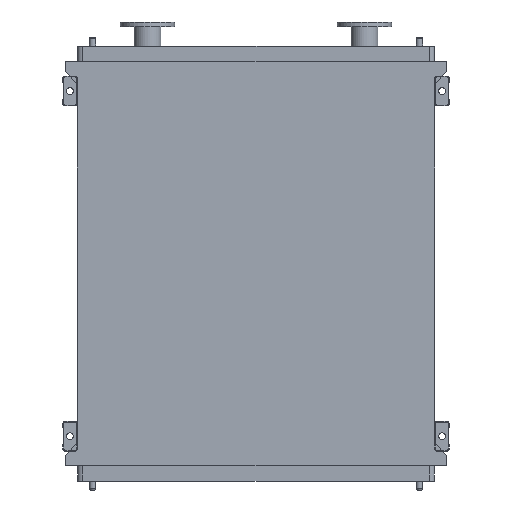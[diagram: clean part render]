
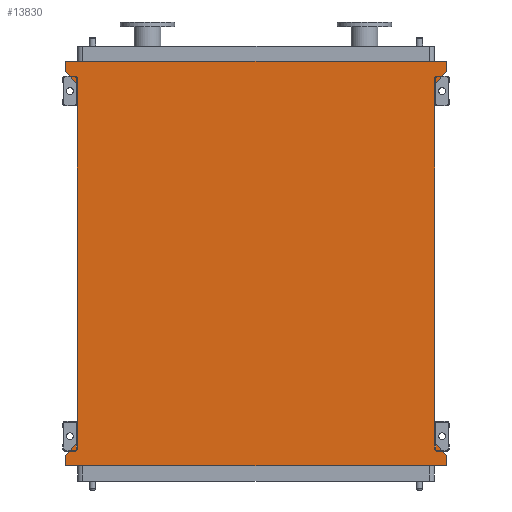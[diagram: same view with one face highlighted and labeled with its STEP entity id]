
A CAD part, front view. The second image highlights one B-rep face of the part: STEP entity #13830.
In plain terms, the highlighted planar face has unit normal (0, -1, 0).
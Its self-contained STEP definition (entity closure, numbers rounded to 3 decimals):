
#335 = VERTEX_POINT ( 'NONE', #5052 ) ;
#566 = EDGE_CURVE ( 'NONE', #598, #7840, #3063, .T. ) ;
#573 = CARTESIAN_POINT ( 'NONE',  ( -771., 0., 53. ) ) ;
#598 = VERTEX_POINT ( 'NONE', #16854 ) ;
#823 = DIRECTION ( 'NONE',  ( 0., 0., -1. ) ) ;
#1121 = ORIENTED_EDGE ( 'NONE', *, *, #10183, .F. ) ;
#1200 = CARTESIAN_POINT ( 'NONE',  ( -725., 0., 0. ) ) ;
#1266 = DIRECTION ( 'NONE',  ( 0., 0., -1. ) ) ;
#2086 = LINE ( 'NONE', #9347, #9157 ) ;
#2158 = VECTOR ( 'NONE', #10488, 1000. ) ;
#2273 = EDGE_CURVE ( 'NONE', #335, #3100, #9600, .T. ) ;
#2669 = DIRECTION ( 'NONE',  ( 0., 0., 1. ) ) ;
#2779 = VERTEX_POINT ( 'NONE', #10030 ) ;
#2971 = DIRECTION ( 'NONE',  ( 0.655, 0., -0.755 ) ) ;
#3035 = CARTESIAN_POINT ( 'NONE',  ( -771., 0., -1503. ) ) ;
#3063 = LINE ( 'NONE', #8422, #7278 ) ;
#3074 = CARTESIAN_POINT ( 'NONE',  ( 771., 0., -1503. ) ) ;
#3100 = VERTEX_POINT ( 'NONE', #11750 ) ;
#3154 = VECTOR ( 'NONE', #2971, 1000. ) ;
#4244 = LINE ( 'NONE', #4433, #14548 ) ;
#4253 = ORIENTED_EDGE ( 'NONE', *, *, #566, .F. ) ;
#4433 = CARTESIAN_POINT ( 'NONE',  ( 771., 0., -1545. ) ) ;
#4555 = EDGE_CURVE ( 'NONE', #335, #10575, #13909, .T. ) ;
#4936 = CARTESIAN_POINT ( 'NONE',  ( -771., 0., -1503. ) ) ;
#5052 = CARTESIAN_POINT ( 'NONE',  ( 725., 0., -1450. ) ) ;
#5076 = ORIENTED_EDGE ( 'NONE', *, *, #15825, .F. ) ;
#5500 = VECTOR ( 'NONE', #2669, 1000. ) ;
#5697 = ORIENTED_EDGE ( 'NONE', *, *, #9248, .F. ) ;
#5850 = DIRECTION ( 'NONE',  ( -1., 0., 0. ) ) ;
#5863 = ORIENTED_EDGE ( 'NONE', *, *, #7403, .F. ) ;
#6441 = EDGE_CURVE ( 'NONE', #10575, #8113, #7149, .T. ) ;
#6456 = VERTEX_POINT ( 'NONE', #3035 ) ;
#7149 = LINE ( 'NONE', #17016, #17428 ) ;
#7278 = VECTOR ( 'NONE', #14043, 1000. ) ;
#7403 = EDGE_CURVE ( 'NONE', #8113, #10489, #4244, .T. ) ;
#7840 = VERTEX_POINT ( 'NONE', #1200 ) ;
#7882 = VECTOR ( 'NONE', #823, 1000. ) ;
#7933 = CARTESIAN_POINT ( 'NONE',  ( 771., 0., 95. ) ) ;
#8113 = VERTEX_POINT ( 'NONE', #13955 ) ;
#8346 = PLANE ( 'NONE',  #8528 ) ;
#8422 = CARTESIAN_POINT ( 'NONE',  ( -725., 0., -1450. ) ) ;
#8462 = EDGE_CURVE ( 'NONE', #18278, #10487, #10343, .T. ) ;
#8528 = AXIS2_PLACEMENT_3D ( 'NONE', #13900, #9728, #1266 ) ;
#8534 = ORIENTED_EDGE ( 'NONE', *, *, #12039, .F. ) ;
#9078 = VERTEX_POINT ( 'NONE', #14849 ) ;
#9157 = VECTOR ( 'NONE', #14988, 1000. ) ;
#9226 = FACE_OUTER_BOUND ( 'NONE', #11117, .T. ) ;
#9248 = EDGE_CURVE ( 'NONE', #10489, #6456, #12938, .T. ) ;
#9347 = CARTESIAN_POINT ( 'NONE',  ( 771., 0., 53. ) ) ;
#9600 = LINE ( 'NONE', #15819, #13317 ) ;
#9623 = LINE ( 'NONE', #4936, #13337 ) ;
#9658 = LINE ( 'NONE', #573, #2158 ) ;
#9728 = DIRECTION ( 'NONE',  ( 0., -1., 0. ) ) ;
#10030 = CARTESIAN_POINT ( 'NONE',  ( 771., 0., 53. ) ) ;
#10167 = DIRECTION ( 'NONE',  ( -0.655, 0., 0.755 ) ) ;
#10183 = EDGE_CURVE ( 'NONE', #6456, #598, #9623, .T. ) ;
#10343 = LINE ( 'NONE', #16200, #16915 ) ;
#10487 = VERTEX_POINT ( 'NONE', #15525 ) ;
#10488 = DIRECTION ( 'NONE',  ( 0., 0., 1. ) ) ;
#10489 = VERTEX_POINT ( 'NONE', #11331 ) ;
#10575 = VERTEX_POINT ( 'NONE', #3074 ) ;
#10621 = DIRECTION ( 'NONE',  ( 1., 0., 0. ) ) ;
#11117 = EDGE_LOOP ( 'NONE', ( #16206, #5076, #18097, #17125, #17417, #8534, #4253, #1121, #5697, #5863, #14985, #12435 ) ) ;
#11285 = LINE ( 'NONE', #15744, #15048 ) ;
#11331 = CARTESIAN_POINT ( 'NONE',  ( -771., 0., -1545. ) ) ;
#11369 = CARTESIAN_POINT ( 'NONE',  ( 725., 0., -1450. ) ) ;
#11432 = DIRECTION ( 'NONE',  ( 0., 0., -1. ) ) ;
#11580 = LINE ( 'NONE', #7933, #7882 ) ;
#11750 = CARTESIAN_POINT ( 'NONE',  ( 725., 0., 0. ) ) ;
#12039 = EDGE_CURVE ( 'NONE', #7840, #9078, #11285, .T. ) ;
#12435 = ORIENTED_EDGE ( 'NONE', *, *, #4555, .F. ) ;
#12938 = LINE ( 'NONE', #15266, #5500 ) ;
#12991 = EDGE_CURVE ( 'NONE', #9078, #18278, #9658, .T. ) ;
#13307 = DIRECTION ( 'NONE',  ( 0.655, 0., 0.755 ) ) ;
#13317 = VECTOR ( 'NONE', #17229, 1000. ) ;
#13337 = VECTOR ( 'NONE', #13307, 1000. ) ;
#13830 = ADVANCED_FACE ( 'NONE', ( #9226 ), #8346, .T. ) ;
#13900 = CARTESIAN_POINT ( 'NONE',  ( -725., 0., -1450. ) ) ;
#13909 = LINE ( 'NONE', #11369, #3154 ) ;
#13955 = CARTESIAN_POINT ( 'NONE',  ( 771., 0., -1545. ) ) ;
#14043 = DIRECTION ( 'NONE',  ( 0., 0., 1. ) ) ;
#14548 = VECTOR ( 'NONE', #5850, 1000. ) ;
#14849 = CARTESIAN_POINT ( 'NONE',  ( -771., 0., 53. ) ) ;
#14890 = EDGE_CURVE ( 'NONE', #10487, #2779, #11580, .T. ) ;
#14985 = ORIENTED_EDGE ( 'NONE', *, *, #6441, .F. ) ;
#14988 = DIRECTION ( 'NONE',  ( -0.655, 0., -0.755 ) ) ;
#15048 = VECTOR ( 'NONE', #10167, 1000. ) ;
#15266 = CARTESIAN_POINT ( 'NONE',  ( -771., 0., -1545. ) ) ;
#15525 = CARTESIAN_POINT ( 'NONE',  ( 771., 0., 95. ) ) ;
#15744 = CARTESIAN_POINT ( 'NONE',  ( -725., 0., 0. ) ) ;
#15819 = CARTESIAN_POINT ( 'NONE',  ( 725., 0., -1450. ) ) ;
#15825 = EDGE_CURVE ( 'NONE', #2779, #3100, #2086, .T. ) ;
#16200 = CARTESIAN_POINT ( 'NONE',  ( -771., 0., 95. ) ) ;
#16206 = ORIENTED_EDGE ( 'NONE', *, *, #2273, .T. ) ;
#16854 = CARTESIAN_POINT ( 'NONE',  ( -725., 0., -1450. ) ) ;
#16915 = VECTOR ( 'NONE', #10621, 1000. ) ;
#17016 = CARTESIAN_POINT ( 'NONE',  ( 771., 0., -1503. ) ) ;
#17125 = ORIENTED_EDGE ( 'NONE', *, *, #8462, .F. ) ;
#17229 = DIRECTION ( 'NONE',  ( 0., 0., 1. ) ) ;
#17417 = ORIENTED_EDGE ( 'NONE', *, *, #12991, .F. ) ;
#17428 = VECTOR ( 'NONE', #11432, 1000. ) ;
#17845 = CARTESIAN_POINT ( 'NONE',  ( -771., 0., 95. ) ) ;
#18097 = ORIENTED_EDGE ( 'NONE', *, *, #14890, .F. ) ;
#18278 = VERTEX_POINT ( 'NONE', #17845 ) ;
